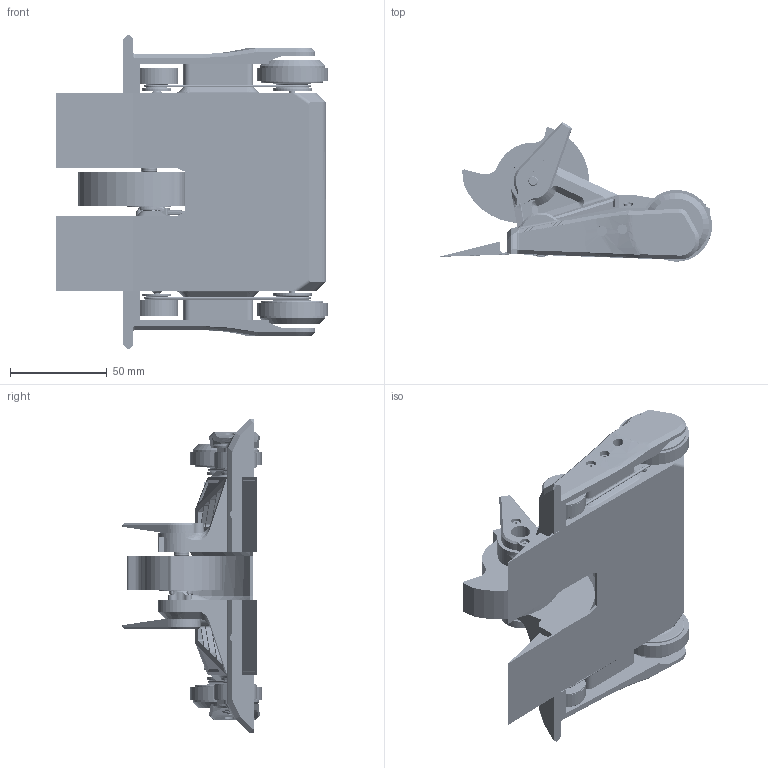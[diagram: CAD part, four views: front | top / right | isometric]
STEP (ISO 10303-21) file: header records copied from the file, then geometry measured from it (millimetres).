
FILE_DESCRIPTION((''),'2;1');
FILE_NAME('0V1_10001_ASM','2024-04-08T11:13:49',('77678'),(''),'CREO PARAMETRIC BY PTC INC, 2020053','CREO PARAMETRIC BY PTC INC, 2020053','');
FILE_SCHEMA(('AP242_MANAGED_MODEL_BASED_3D_ENGINEERING_MIM_LF { 1 0 10303 442 1 1 4 }'));
Products named in the file (41): 1_0001; 00; _1000; 000; EM40D20240102_0001; M5_0001; 1_0002; 605ZZ_0001; EM40D_18061900KV_20001; GB819_1-M2X8-4_8; 0003_ASM; EM40D_2S450MAH75C_0001; _0001; 30037MM20231226_ST0001; 37MM__000; 37MM-31976000_ASM; _0002; _22_2_0001; _22_1_0001; _0003_ASM; 37MM-16614000_ASM; 0011_STP; SH1_25-4PIN00_STP; XHB2_54-3PIN00_STP; ZH1_5-3PIN00_STP; HY2_0-3PIN00-0_STP; SH1_25-3PIN00_STP; HY2_0-3PIN00_STP; XHB2_54-3PIN00-1_STP; 000_ASM_STP_ASM; EM40D20231226_STP0001_ASM; GB70_1-M2X6-8_8; M2X80001; GB70_3-M5X16-12_9; GB70_3-M3X20-12_9; _RSM67-3-2Z_0001; GBT_77-2007_M310_0001; 0V1_10001_ASM
Assembly tree (89 placements, depth 4):
  0V1_10001_ASM
    1_0001  x2
    00  x2
    _1000
    000
    EM40D20240102_0001  x2
    0003_ASM
      M5_0001  x3
      1_0002
      605ZZ_0001
      EM40D_18061900KV_20001
      GB819_1-M2X8-4_8  x4
    EM40D_2S450MAH75C_0001
    _0001
    37MM-31976000_ASM
      30037MM20231226_ST0001
      37MM__000
      37MM__000
    _0002  x2
    _0003_ASM
      _22_2_0001
      _22_1_0001
    37MM-16614000_ASM
      30037MM20231226_ST0001
      37MM__000
      37MM__000
    EM40D20231226_STP0001_ASM
      000_ASM_STP_ASM
        0011_STP
        SH1_25-4PIN00_STP
        XHB2_54-3PIN00_STP
        ZH1_5-3PIN00_STP  x4
        HY2_0-3PIN00-0_STP
        SH1_25-3PIN00_STP
        HY2_0-3PIN00_STP
        XHB2_54-3PIN00-1_STP
    000
    GB70_1-M2X6-8_8  x4
    M2X80001  x26
    GB70_3-M5X16-12_9
    GB70_3-M3X20-12_9  x2
    00  x2
    _RSM67-3-2Z_0001  x4
    GBT_77-2007_M310_0001  x2
Bounding box: 141 x 72.09 x 163 mm (x, y, z)
Volume: 303638 mm3; surface area: 151345.1 mm2
Topology: 83 solids, 94 shells, 7425 faces, 19707 edges, 12748 vertices
Faces by surface type: plane 3678, cylinder 2174, cone 485, bspline 475, torus 354, extrusion 210, sphere 49
Entity records: 190664 total; most frequent: CARTESIAN_POINT 43970, ORIENTED_EDGE 22666, DIRECTION 20695, EDGE_CURVE 11333, PRESENTATION_STYLE_ASSIGNMENT 10855, STYLED_ITEM 10145, CURVE_STYLE 9425, VECTOR 7703
